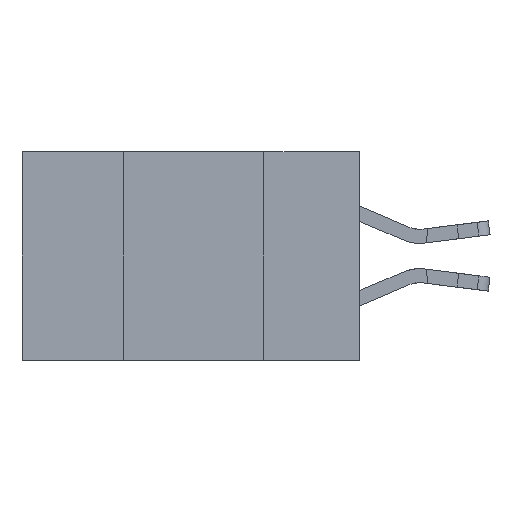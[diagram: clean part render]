
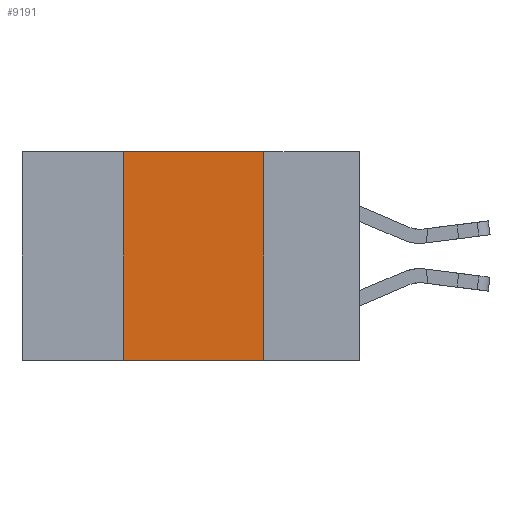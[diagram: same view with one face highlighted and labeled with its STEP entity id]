
A CAD part, left-side view. The second image highlights one B-rep face of the part: STEP entity #9191.
In plain terms, the highlighted planar face has unit normal (-1, 0, 0).
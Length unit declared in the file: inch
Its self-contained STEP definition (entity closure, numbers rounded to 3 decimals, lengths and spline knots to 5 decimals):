
#1885 = LINE ( 'NONE', #20563, #10210 ) ;
#1893 = DIRECTION ( 'NONE',  ( 0., -1., 0. ) ) ;
#2115 = VERTEX_POINT ( 'NONE', #17264 ) ;
#2498 = EDGE_CURVE ( 'NONE', #2115, #22061, #1885, .T. ) ;
#4304 = VECTOR ( 'NONE', #6697, 39.37008 ) ;
#6638 = FACE_OUTER_BOUND ( 'NONE', #17184, .T. ) ;
#6697 = DIRECTION ( 'NONE',  ( 0., 0., -1. ) ) ;
#7961 = VECTOR ( 'NONE', #11602, 39.37008 ) ;
#9191 = ADVANCED_FACE ( 'NONE', ( #6638 ), #10940, .F. ) ;
#9388 = CARTESIAN_POINT ( 'NONE',  ( 0., 0.42, 0. ) ) ;
#9666 = ORIENTED_EDGE ( 'NONE', *, *, #2498, .F. ) ;
#10210 = VECTOR ( 'NONE', #30208, 39.37008 ) ;
#10339 = EDGE_CURVE ( 'NONE', #13104, #2115, #21412, .T. ) ;
#10940 = PLANE ( 'NONE',  #28981 ) ;
#11247 = DIRECTION ( 'NONE',  ( 1., 0., 0. ) ) ;
#11602 = DIRECTION ( 'NONE',  ( 0., 0., 1. ) ) ;
#11963 = CARTESIAN_POINT ( 'NONE',  ( 0., 0.42, -0.37 ) ) ;
#13104 = VERTEX_POINT ( 'NONE', #11963 ) ;
#14131 = LINE ( 'NONE', #23767, #4304 ) ;
#14935 = EDGE_CURVE ( 'NONE', #13104, #30146, #19295, .T. ) ;
#15527 = ORIENTED_EDGE ( 'NONE', *, *, #10339, .F. ) ;
#15589 = ORIENTED_EDGE ( 'NONE', *, *, #27110, .F. ) ;
#16244 = VECTOR ( 'NONE', #1893, 39.37008 ) ;
#17184 = EDGE_LOOP ( 'NONE', ( #15589, #9666, #15527, #20745 ) ) ;
#17264 = CARTESIAN_POINT ( 'NONE',  ( 0., 0.42, 0. ) ) ;
#18089 = CARTESIAN_POINT ( 'NONE',  ( 0., 0.6, 0. ) ) ;
#19295 = LINE ( 'NONE', #23528, #16244 ) ;
#20563 = CARTESIAN_POINT ( 'NONE',  ( 0., 0.6, 0. ) ) ;
#20745 = ORIENTED_EDGE ( 'NONE', *, *, #14935, .T. ) ;
#20772 = CARTESIAN_POINT ( 'NONE',  ( 0., 0.17, -0.37 ) ) ;
#20891 = DIRECTION ( 'NONE',  ( 0., 0., -1. ) ) ;
#21412 = LINE ( 'NONE', #9388, #7961 ) ;
#22061 = VERTEX_POINT ( 'NONE', #28204 ) ;
#23528 = CARTESIAN_POINT ( 'NONE',  ( 0., 0.6, -0.37 ) ) ;
#23767 = CARTESIAN_POINT ( 'NONE',  ( 0., 0.17, 0. ) ) ;
#27110 = EDGE_CURVE ( 'NONE', #22061, #30146, #14131, .T. ) ;
#28204 = CARTESIAN_POINT ( 'NONE',  ( 0., 0.17, 0. ) ) ;
#28981 = AXIS2_PLACEMENT_3D ( 'NONE', #18089, #11247, #20891 ) ;
#30146 = VERTEX_POINT ( 'NONE', #20772 ) ;
#30208 = DIRECTION ( 'NONE',  ( 0., -1., 0. ) ) ;
